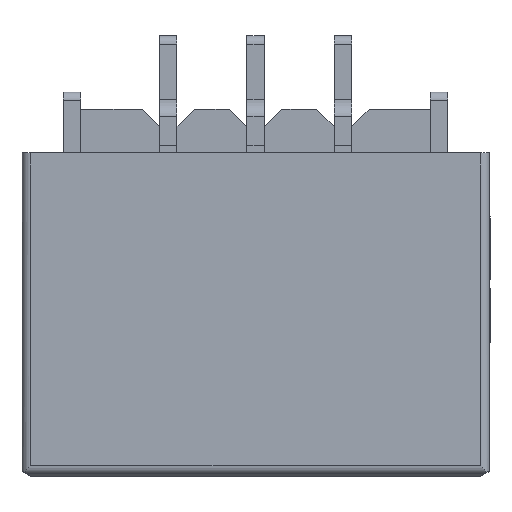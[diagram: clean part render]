
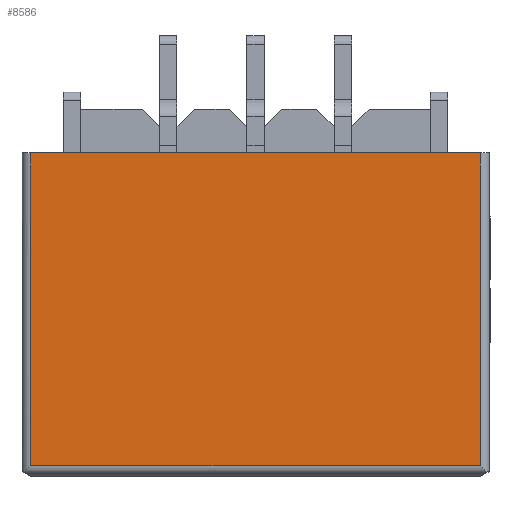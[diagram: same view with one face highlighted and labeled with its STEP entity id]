
A CAD part, top view. The second image highlights one B-rep face of the part: STEP entity #8586.
In plain terms, the highlighted planar face has unit normal (0, 0, 1).
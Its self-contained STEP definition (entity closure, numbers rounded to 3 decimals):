
#560=FACE_OUTER_BOUND('',#1010,.T.);
#1010=EDGE_LOOP('',(#6292,#6293,#6294,#6295));
#1851=LINE('',#12748,#2821);
#1852=LINE('',#12750,#2822);
#1853=LINE('',#12752,#2823);
#1854=LINE('',#12753,#2824);
#2821=VECTOR('',#10357,1.);
#2822=VECTOR('',#10358,1.);
#2823=VECTOR('',#10359,1.);
#2824=VECTOR('',#10360,1.);
#3764=VERTEX_POINT('',#12746);
#3765=VERTEX_POINT('',#12747);
#3766=VERTEX_POINT('',#12749);
#3767=VERTEX_POINT('',#12751);
#4707=EDGE_CURVE('',#3764,#3765,#1851,.T.);
#4708=EDGE_CURVE('',#3765,#3766,#1852,.T.);
#4709=EDGE_CURVE('',#3767,#3766,#1853,.T.);
#4710=EDGE_CURVE('',#3767,#3764,#1854,.T.);
#6292=ORIENTED_EDGE('',*,*,#4707,.T.);
#6293=ORIENTED_EDGE('',*,*,#4708,.T.);
#6294=ORIENTED_EDGE('',*,*,#4709,.F.);
#6295=ORIENTED_EDGE('',*,*,#4710,.T.);
#7812=PLANE('',#9113);
#8586=ADVANCED_FACE('',(#560),#7812,.F.);
#9113=AXIS2_PLACEMENT_3D('',#12745,#10355,#10356);
#10355=DIRECTION('center_axis',(0.,0.,-1.));
#10356=DIRECTION('ref_axis',(-1.,0.,0.));
#10357=DIRECTION('',(1.,0.,0.));
#10358=DIRECTION('',(0.,1.,0.));
#10359=DIRECTION('',(1.,0.,0.));
#10360=DIRECTION('',(0.,-1.,0.));
#12745=CARTESIAN_POINT('Origin',(-0.005,-0.867,3.15));
#12746=CARTESIAN_POINT('',(-2.58,-2.852,3.15));
#12747=CARTESIAN_POINT('',(2.57,-2.852,3.15));
#12748=CARTESIAN_POINT('',(2.67,-2.852,3.15));
#12749=CARTESIAN_POINT('',(2.57,0.733,3.15));
#12750=CARTESIAN_POINT('',(2.57,0.733,3.15));
#12751=CARTESIAN_POINT('',(-2.58,0.733,3.15));
#12752=CARTESIAN_POINT('',(-0.005,0.733,3.15));
#12753=CARTESIAN_POINT('',(-2.58,-2.909,3.15));
